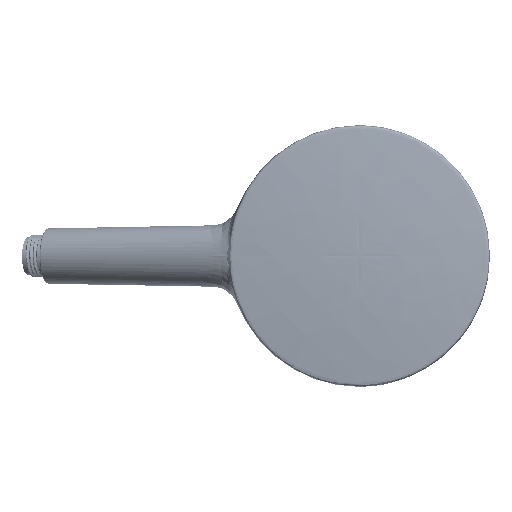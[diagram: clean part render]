
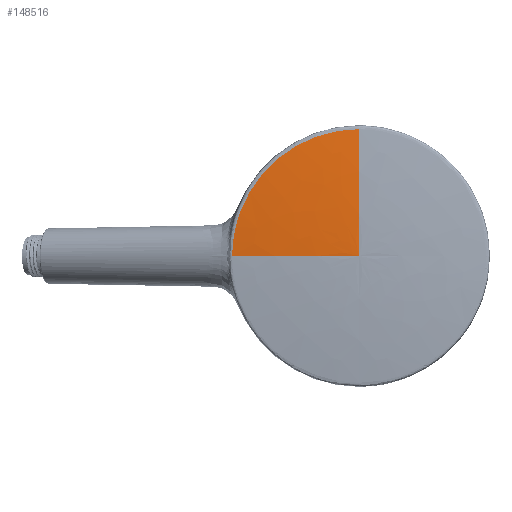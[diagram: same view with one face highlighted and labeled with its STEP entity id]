
A CAD part, top view. The second image highlights one B-rep face of the part: STEP entity #148516.
In plain terms, the highlighted free-form (B-spline) face has degree [2, 6] with [3, 7] control points.
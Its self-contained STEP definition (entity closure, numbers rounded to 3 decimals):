
#110121=CARTESIAN_POINT(' ',(-61.834,0.,39.289));
#110122=VERTEX_POINT(' ',#110121);
#123586=CARTESIAN_POINT(' ',(0.,0.,42.65));
#123587=VERTEX_POINT(' ',#123586);
#123601=CARTESIAN_POINT(' ',(0.073,0.,-529.25));
#123606=DIRECTION(' ',(0.,1.,0.));
#123611=DIRECTION(' ',(-0.108,0.,0.994));
#123616=AXIS2_PLACEMENT_3D(' ',#123601,#123606,#123611);
#123621=CIRCLE('',#123616,571.9);
#123626=EDGE_CURVE(' ',#110122,#123587,#123621,.T.);
#123876=CARTESIAN_POINT(' ',(-0.298,0.059,39.322));
#123881=DIRECTION(' ',(-0.001,0.,1.));
#123886=DIRECTION(' ',(-0.986,0.168,-0.001));
#123891=AXIS2_PLACEMENT_3D(' ',#123876,#123881,#123886);
#123896=CIRCLE('',#123891,61.536);
#123901=CARTESIAN_POINT(' ',(-60.961,10.387,39.289));
#123902=VERTEX_POINT(' ',#123901);
#123906=EDGE_CURVE(' ',#123902,#110122,#123896,.T.);
#124406=CARTESIAN_POINT(' ',(-0.12,0.026,39.302));
#124411=DIRECTION(' ',(0.,0.,1.));
#124416=DIRECTION(' ',(-0.965,0.261,0.));
#124421=AXIS2_PLACEMENT_3D(' ',#124406,#124411,#124416);
#124426=CIRCLE('',#124421,61.717);
#124431=CARTESIAN_POINT(' ',(-59.702,16.119,39.289));
#124432=VERTEX_POINT(' ',#124431);
#124436=EDGE_CURVE(' ',#124432,#123902,#124426,.T.);
#124781=CARTESIAN_POINT(' ',(-0.055,0.006,39.294));
#124786=DIRECTION(' ',(0.,0.,1.));
#124791=DIRECTION(' ',(-0.936,0.351,0.));
#124796=AXIS2_PLACEMENT_3D(' ',#124781,#124786,#124791);
#124801=CIRCLE('',#124796,61.785);
#124806=CARTESIAN_POINT(' ',(-57.908,21.695,39.289));
#124807=VERTEX_POINT(' ',#124806);
#124811=EDGE_CURVE(' ',#124807,#124432,#124801,.T.);
#148301=CARTESIAN_POINT(' ',(0.,0.,42.65));
#148306=CARTESIAN_POINT(' ',(0.,0.,42.65));
#148311=CARTESIAN_POINT(' ',(0.,0.,42.65));
#148316=CARTESIAN_POINT(' ',(0.,0.,42.65));
#148321=CARTESIAN_POINT(' ',(0.,0.,42.65));
#148326=CARTESIAN_POINT(' ',(0.,0.,42.65));
#148331=CARTESIAN_POINT(' ',(0.,0.,42.65));
#148336=CARTESIAN_POINT(' ',(0.,30.92,42.65));
#148341=CARTESIAN_POINT(' ',(-8.166,30.92,42.65));
#148346=CARTESIAN_POINT(' ',(-16.245,28.332,42.65));
#148351=CARTESIAN_POINT(' ',(-23.259,23.259,42.65));
#148356=CARTESIAN_POINT(' ',(-28.332,16.245,42.65));
#148361=CARTESIAN_POINT(' ',(-30.92,8.166,42.65));
#148366=CARTESIAN_POINT(' ',(-30.92,0.,42.65));
#148371=CARTESIAN_POINT(' ',(0.,61.84,39.289));
#148376=CARTESIAN_POINT(' ',(-16.332,61.84,39.289));
#148381=CARTESIAN_POINT(' ',(-32.491,56.664,39.289));
#148386=CARTESIAN_POINT(' ',(-46.518,46.518,39.289));
#148391=CARTESIAN_POINT(' ',(-56.664,32.491,39.289));
#148396=CARTESIAN_POINT(' ',(-61.84,16.332,39.289));
#148401=CARTESIAN_POINT(' ',(-61.84,0.,39.289));
#148406=B_SPLINE_SURFACE_WITH_KNOTS(' ',2,6,((#148301,#148306,#148311,#148316,#148321,#148326,#148331),(#148336,#148341,#148346,#148351,#148356,#148361,#148366),(#148371,#148376,#148381,#148386,#148391,#148396,#148401)),.UNSPECIFIED.,.F.,.F.,.U.,(3,3),(7,7),(0.,64.189),(0.,52.006),.UNSPECIFIED.);
#148411=ORIENTED_EDGE(' ',*,*,#123626,.T.);
#148416=CARTESIAN_POINT(' ',(0.,-0.064,-529.073));
#148421=DIRECTION(' ',(-1.,0.,0.));
#148426=DIRECTION(' ',(0.,0.,1.));
#148431=AXIS2_PLACEMENT_3D(' ',#148416,#148421,#148426);
#148436=CIRCLE('',#148431,571.723);
#148441=CARTESIAN_POINT(' ',(0.,61.834,39.289));
#148442=VERTEX_POINT(' ',#148441);
#148446=EDGE_CURVE(' ',#123587,#148442,#148436,.T.);
#148451=ORIENTED_EDGE(' ',*,*,#148446,.T.);
#148456=CARTESIAN_POINT(' ',(0.003,-0.011,39.288));
#148461=DIRECTION(' ',(0.,0.,1.));
#148466=DIRECTION(' ',(0.,1.,0.));
#148471=AXIS2_PLACEMENT_3D(' ',#148456,#148461,#148466);
#148476=CIRCLE('',#148471,61.845);
#148481=EDGE_CURVE(' ',#148442,#124807,#148476,.T.);
#148486=ORIENTED_EDGE(' ',*,*,#148481,.T.);
#148491=ORIENTED_EDGE(' ',*,*,#124811,.T.);
#148496=ORIENTED_EDGE(' ',*,*,#124436,.T.);
#148501=ORIENTED_EDGE(' ',*,*,#123906,.T.);
#148506=EDGE_LOOP(' ',(#148411,#148451,#148486,#148491,#148496,#148501));
#148511=FACE_OUTER_BOUND(' ',#148506,.T.);
#148516=ADVANCED_FACE('',(#148511),#148406,.T.);
